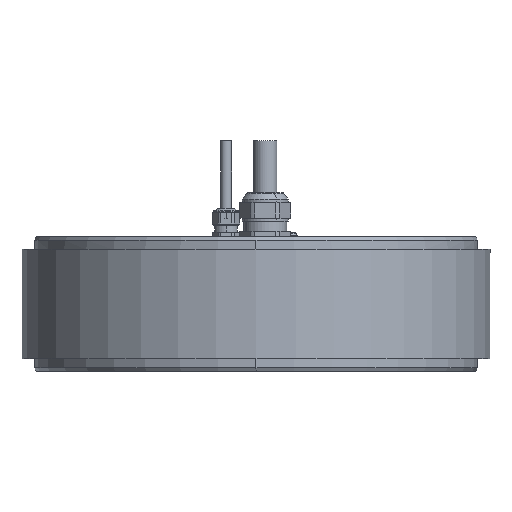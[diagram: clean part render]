
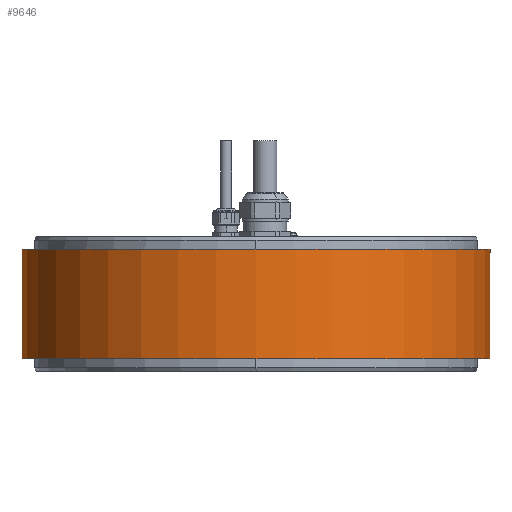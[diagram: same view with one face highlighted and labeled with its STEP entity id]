
A CAD part, front view. The second image highlights one B-rep face of the part: STEP entity #9646.
In plain terms, the highlighted cylindrical face has radius 121.5 mm (diameter 243 mm), a partial arc.
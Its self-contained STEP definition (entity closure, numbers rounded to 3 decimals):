
#2508=CARTESIAN_POINT('',(0.,0.,-6.6));
#2509=DIRECTION('',(0.,0.,1.));
#2510=DIRECTION('',(-0.243,0.97,0.));
#2511=AXIS2_PLACEMENT_3D('',#2508,#2509,#2510);
#2513=DIRECTION('',(0.,0.,1.));
#2514=VECTOR('',#2513,56.8);
#2515=CARTESIAN_POINT('',(29.5,117.864,-63.4));
#2516=LINE('',#2515,#2514);
#2517=CARTESIAN_POINT('',(0.,0.,-63.4));
#2518=DIRECTION('',(0.,0.,-1.));
#2519=DIRECTION('',(0.243,0.97,0.));
#2520=AXIS2_PLACEMENT_3D('',#2517,#2518,#2519);
#2522=DIRECTION('',(0.,0.,1.));
#2523=VECTOR('',#2522,56.8);
#2524=CARTESIAN_POINT('',(-29.5,117.864,-63.4));
#2525=LINE('',#2524,#2523);
#4669=CARTESIAN_POINT('',(-29.5,117.864,-63.4));
#4670=CARTESIAN_POINT('',(29.5,117.864,-63.4));
#4671=VERTEX_POINT('',#4669);
#4672=VERTEX_POINT('',#4670);
#4673=CARTESIAN_POINT('',(-29.5,117.864,-6.6));
#4674=CARTESIAN_POINT('',(29.5,117.864,-6.6));
#4675=VERTEX_POINT('',#4673);
#4676=VERTEX_POINT('',#4674);
#9635=CARTESIAN_POINT('',(0.,0.,-3.76));
#9636=DIRECTION('',(0.,0.,-1.));
#9637=DIRECTION('',(1.,0.,0.));
#9638=AXIS2_PLACEMENT_3D('',#9635,#9636,#9637);
#9639=CYLINDRICAL_SURFACE('',#9638,121.5);
#9640=ORIENTED_EDGE('',*,*,#9584,.T.);
#9641=ORIENTED_EDGE('',*,*,#9600,.F.);
#9642=ORIENTED_EDGE('',*,*,#9624,.T.);
#9643=ORIENTED_EDGE('',*,*,#9603,.T.);
#9644=EDGE_LOOP('',(#9640,#9641,#9642,#9643));
#9645=FACE_OUTER_BOUND('',#9644,.F.);
#9646=ADVANCED_FACE('',(#9645),#9639,.T.);
#2512=CIRCLE('',#2511,121.5);
#2521=CIRCLE('',#2520,121.5);
#9584=EDGE_CURVE('',#4675,#4676,#2512,.T.);
#9600=EDGE_CURVE('',#4672,#4676,#2516,.T.);
#9603=EDGE_CURVE('',#4671,#4675,#2525,.T.);
#9624=EDGE_CURVE('',#4672,#4671,#2521,.T.);
